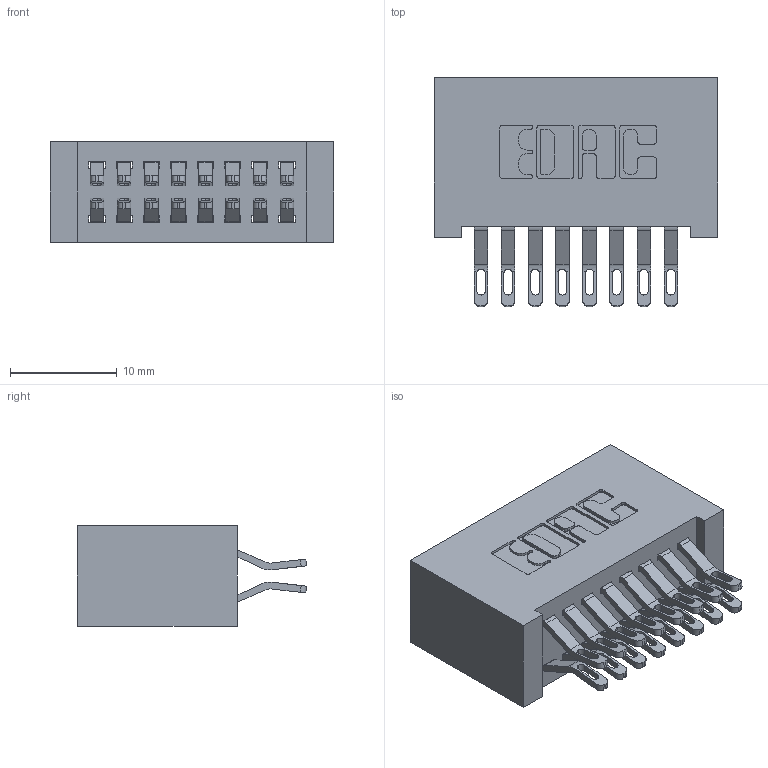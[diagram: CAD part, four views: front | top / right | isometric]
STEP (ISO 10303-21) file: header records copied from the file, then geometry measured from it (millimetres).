
FILE_DESCRIPTION (( 'STEP AP203' ), '1' );
FILE_NAME ('342-016-555-201.STEP', '2019-10-01T19:04:08', ( '' ), ( '' ), 'SwSTEP 2.0', 'SolidWorks 2016', '' );
FILE_SCHEMA (( 'CONFIG_CONTROL_DESIGN' ));
Length unit declared in the file: inch
Products named in the file (3): 342 Part_Lugless; 345-292-001_555 Tail; 342-016-555-201
Assembly tree (17 placements, depth 2):
  342-016-555-201
    342 Part_Lugless
    345-292-001_555 Tail  x16
Bounding box: 26.57 x 21.47 x 9.4 mm (x, y, z)
Volume: 2710.2 mm3; surface area: 4174.8 mm2
Topology: 17 solids, 17 shells, 1030 faces, 3203 edges, 2134 vertices
Faces by surface type: plane 606, cylinder 424
Entity records: 9461 total; most frequent: CARTESIAN_POINT 1640, ORIENTED_EDGE 1546, DIRECTION 1425, EDGE_CURVE 773, LINE 633, VECTOR 633, VERTEX_POINT 514, AXIS2_PLACEMENT_3D 396
